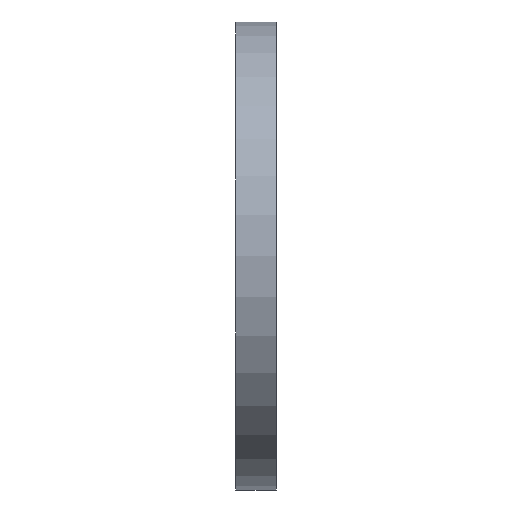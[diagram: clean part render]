
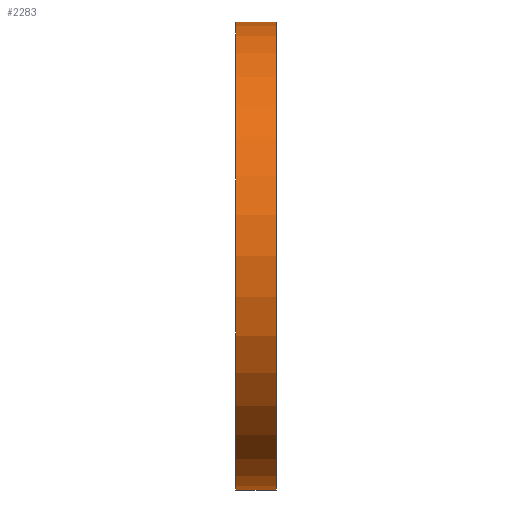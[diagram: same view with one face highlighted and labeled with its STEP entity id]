
A CAD part, left-side view. The second image highlights one B-rep face of the part: STEP entity #2283.
In plain terms, the highlighted cylindrical face has radius 35 mm (diameter 70 mm), a partial arc.
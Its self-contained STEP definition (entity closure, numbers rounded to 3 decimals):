
#543 = VERTEX_POINT ( 'NONE', #2088 ) ;
#547 = AXIS2_PLACEMENT_3D ( 'NONE', #3941, #4850, #11851 ) ;
#681 = CIRCLE ( 'NONE', #2628, 35. ) ;
#751 = DIRECTION ( 'NONE',  ( 0., 0., 1. ) ) ;
#1858 = VERTEX_POINT ( 'NONE', #8615 ) ;
#1936 = EDGE_CURVE ( 'NONE', #543, #1858, #681, .T. ) ;
#2088 = CARTESIAN_POINT ( 'NONE',  ( 0., -3., -35. ) ) ;
#2283 = ADVANCED_FACE ( 'NONE', ( #5817 ), #3518, .T. ) ;
#2628 = AXIS2_PLACEMENT_3D ( 'NONE', #12662, #4867, #751 ) ;
#3180 = CARTESIAN_POINT ( 'NONE',  ( 0., 3., 0. ) ) ;
#3404 = EDGE_CURVE ( 'NONE', #10472, #1858, #4519, .T. ) ;
#3518 = CYLINDRICAL_SURFACE ( 'NONE', #6604, 35. ) ;
#3941 = CARTESIAN_POINT ( 'NONE',  ( 0., 3., 0. ) ) ;
#4519 = LINE ( 'NONE', #11252, #6618 ) ;
#4850 = DIRECTION ( 'NONE',  ( 0., 1., 0. ) ) ;
#4867 = DIRECTION ( 'NONE',  ( 0., 1., 0. ) ) ;
#5097 = DIRECTION ( 'NONE',  ( 0., -1., 0. ) ) ;
#5191 = EDGE_CURVE ( 'NONE', #11677, #543, #6429, .T. ) ;
#5817 = FACE_OUTER_BOUND ( 'NONE', #6868, .T. ) ;
#6429 = LINE ( 'NONE', #10030, #8896 ) ;
#6604 = AXIS2_PLACEMENT_3D ( 'NONE', #3180, #10984, #7076 ) ;
#6615 = ORIENTED_EDGE ( 'NONE', *, *, #3404, .F. ) ;
#6618 = VECTOR ( 'NONE', #12285, 1000. ) ;
#6868 = EDGE_LOOP ( 'NONE', ( #6615, #9236, #7450, #8775 ) ) ;
#7076 = DIRECTION ( 'NONE',  ( 0., 0., -1. ) ) ;
#7450 = ORIENTED_EDGE ( 'NONE', *, *, #5191, .T. ) ;
#7903 = EDGE_CURVE ( 'NONE', #11677, #10472, #8874, .T. ) ;
#8615 = CARTESIAN_POINT ( 'NONE',  ( 0., -3., 35. ) ) ;
#8669 = CARTESIAN_POINT ( 'NONE',  ( 0., 3., -35. ) ) ;
#8775 = ORIENTED_EDGE ( 'NONE', *, *, #1936, .T. ) ;
#8874 = CIRCLE ( 'NONE', #547, 35. ) ;
#8896 = VECTOR ( 'NONE', #5097, 1000. ) ;
#9236 = ORIENTED_EDGE ( 'NONE', *, *, #7903, .F. ) ;
#10030 = CARTESIAN_POINT ( 'NONE',  ( 0., 3., -35. ) ) ;
#10199 = CARTESIAN_POINT ( 'NONE',  ( 0., 3., 35. ) ) ;
#10472 = VERTEX_POINT ( 'NONE', #10199 ) ;
#10984 = DIRECTION ( 'NONE',  ( 0., -1., 0. ) ) ;
#11252 = CARTESIAN_POINT ( 'NONE',  ( 0., 3., 35. ) ) ;
#11677 = VERTEX_POINT ( 'NONE', #8669 ) ;
#11851 = DIRECTION ( 'NONE',  ( 0., 0., 1. ) ) ;
#12285 = DIRECTION ( 'NONE',  ( 0., -1., 0. ) ) ;
#12662 = CARTESIAN_POINT ( 'NONE',  ( 0., -3., 0. ) ) ;
